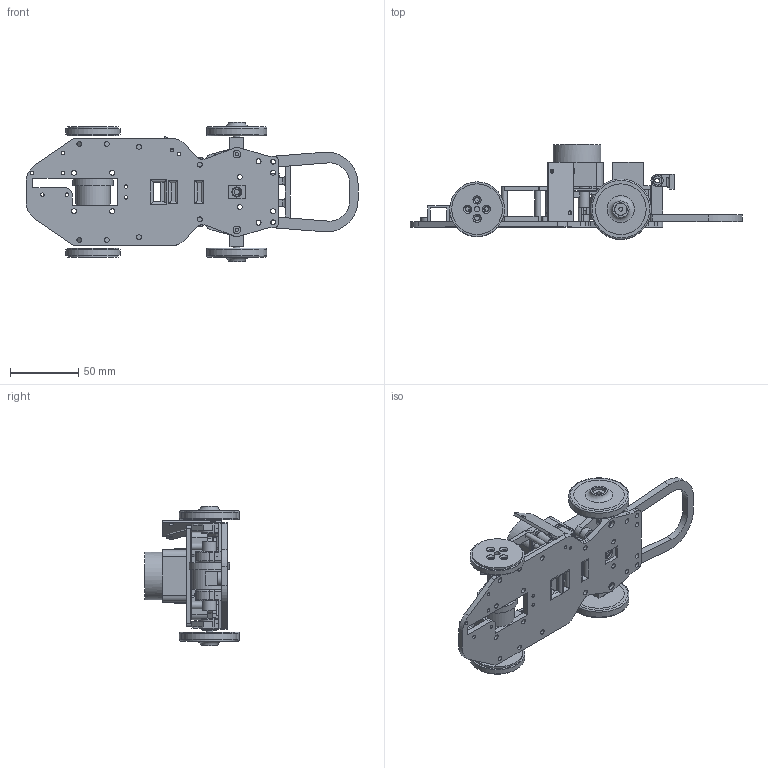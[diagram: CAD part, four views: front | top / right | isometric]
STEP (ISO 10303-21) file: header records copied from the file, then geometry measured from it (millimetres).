
FILE_DESCRIPTION(/* description */ (''),/* implementation_level */ '2;1');
FILE_NAME(/* name */ 'WRO v26.step',/* time_stamp */ '2023-06-29T09:22:09+05:00',/* author */ (''),/* organization */ (''),/* preprocessor_version */ 'ST-DEVELOPER v19.2',/* originating_system */ 'Autodesk Translation Framework v12.6.0.85',/* authorisation */ '');
FILE_SCHEMA (('AUTOMOTIVE_DESIGN { 1 0 10303 214 3 1 1 }'));
Length unit declared in the file: millimetre
Products named in the file (34): WRO v2 v25 (v4~recovered); Servo; Forward_wheel; Right ; Left ; Forward wheel baring; Right; Left; Rear_wheel; Servo_rocker; Steering_fist_right; Steering_fist_left; Steering_rod_right; Steering_rod_left; Steering_fist_mount; Lidar; Lidar_holder; Rear_shaft_mount; Steering barings; Right_rod; Right_fist; Left_rod; Left_fist; Central; Differential; Motor_holder; Camera_mount_lower; Camera_mount_top; Base_detail; DC-DC_step_up; Step_up_holder; PCB V2; Lidar_holder_v2; Component39
Assembly tree (33 placements, depth 3):
  WRO v2 v25 (v4~recovered)
    Servo
    Forward_wheel
      Right 
      Left 
    Forward wheel baring
      Right
      Left
    Rear_wheel
    Servo_rocker
    Steering_fist_right
    Steering_fist_left
    Steering_rod_right
    Steering_rod_left
    Steering_fist_mount
    Lidar
    Lidar_holder
    Rear_shaft_mount
    Steering barings
      Right_rod
      Right_fist
      Left_rod
      Left_fist
      Central
    Differential
    Motor_holder
    Camera_mount_lower
    Camera_mount_top
    Base_detail
    DC-DC_step_up
    Step_up_holder
    PCB V2
    Lidar_holder_v2
    Component39
Bounding box: 242.53 x 69.3 x 102 mm (x, y, z)
Volume: 201895.1 mm3; surface area: 118316.3 mm2
Topology: 43 solids, 43 shells, 1403 faces, 3509 edges, 2255 vertices
Faces by surface type: plane 779, cylinder 561, torus 53, cone 10
Full cylindrical faces by diameter (mm): 1.8 x4, 2 x5, 2.4 x6, 2.5 x8, 2.6 x7, 3 x4, 3.2 x6, 3.4 x1, 3.6 x57, 3.7 x2, 3.8 x3, 4 x8, 4.881 x2, 5 x13, 5.2 x2, 5.3 x5, 5.5 x4, 6 x1, 6.2 x2, 6.6 x1, 7 x4, 7.4 x2, 8 x2, 9 x5, 9.2 x2, 10 x3, 13 x2, 15.3 x2, 19.6 x2, 25 x1
Entity records: 43762 total; most frequent: CARTESIAN_POINT 7725, DIRECTION 7513, ORIENTED_EDGE 7018, EDGE_CURVE 3509, AXIS2_PLACEMENT_3D 2583, LINE 2347, VECTOR 2347, VERTEX_POINT 2255
